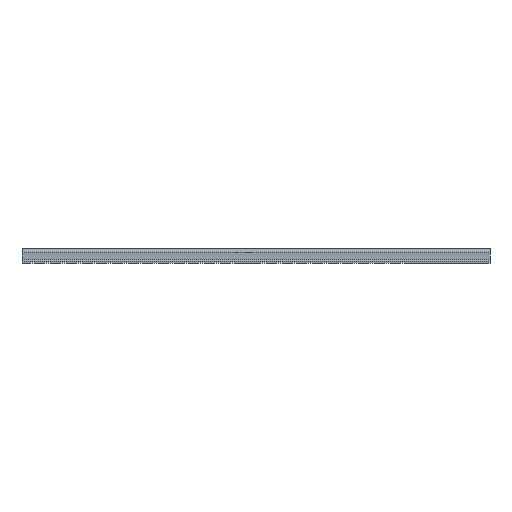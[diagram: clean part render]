
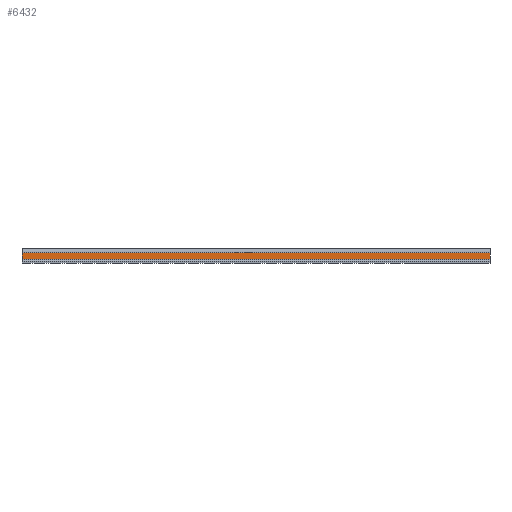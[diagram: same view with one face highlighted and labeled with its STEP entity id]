
A CAD part, left-side view. The second image highlights one B-rep face of the part: STEP entity #6432.
In plain terms, the highlighted planar face has unit normal (-1, 0, 0).
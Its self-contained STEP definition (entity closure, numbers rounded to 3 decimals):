
#195=PLANE('',#6823);
#502=FACE_OUTER_BOUND('',#819,.T.);
#819=EDGE_LOOP('',(#4680,#4681,#4682,#4683));
#1330=LINE('',#8987,#2169);
#1334=LINE('',#8996,#2173);
#1335=LINE('',#8997,#2174);
#1336=LINE('',#8998,#2175);
#2169=VECTOR('',#7368,1000.);
#2173=VECTOR('',#7374,1000.);
#2174=VECTOR('',#7375,1000.);
#2175=VECTOR('',#7376,1000.);
#3107=VERTEX_POINT('',#8985);
#3108=VERTEX_POINT('',#8986);
#3111=VERTEX_POINT('',#8994);
#3112=VERTEX_POINT('',#8995);
#3734=EDGE_CURVE('',#3107,#3108,#1330,.T.);
#3738=EDGE_CURVE('',#3111,#3112,#1334,.T.);
#3739=EDGE_CURVE('',#3108,#3111,#1335,.T.);
#3740=EDGE_CURVE('',#3107,#3112,#1336,.T.);
#4680=ORIENTED_EDGE('',*,*,#3738,.F.);
#4681=ORIENTED_EDGE('',*,*,#3739,.F.);
#4682=ORIENTED_EDGE('',*,*,#3734,.F.);
#4683=ORIENTED_EDGE('',*,*,#3740,.T.);
#6432=ADVANCED_FACE('',(#502),#195,.T.);
#6823=AXIS2_PLACEMENT_3D('',#8993,#7372,#7373);
#7368=DIRECTION('',(0.,0.,-1.));
#7372=DIRECTION('center_axis',(-1.,0.,0.));
#7373=DIRECTION('ref_axis',(0.,0.,1.));
#7374=DIRECTION('',(0.,0.,1.));
#7375=DIRECTION('',(0.,1.,0.));
#7376=DIRECTION('',(0.,1.,0.));
#8985=CARTESIAN_POINT('',(-15.,-240.,-4.));
#8986=CARTESIAN_POINT('',(-15.,-240.,-11.));
#8987=CARTESIAN_POINT('',(-15.,-240.,-15.));
#8993=CARTESIAN_POINT('Origin',(-15.,0.,0.));
#8994=CARTESIAN_POINT('',(-15.,240.,-11.));
#8995=CARTESIAN_POINT('',(-15.,240.,-4.));
#8996=CARTESIAN_POINT('',(-15.,240.,-2.));
#8997=CARTESIAN_POINT('',(-15.,-240.,-11.));
#8998=CARTESIAN_POINT('',(-15.,0.,-4.));
